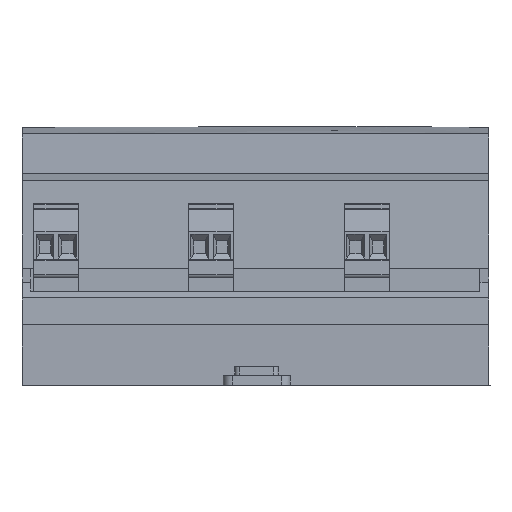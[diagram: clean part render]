
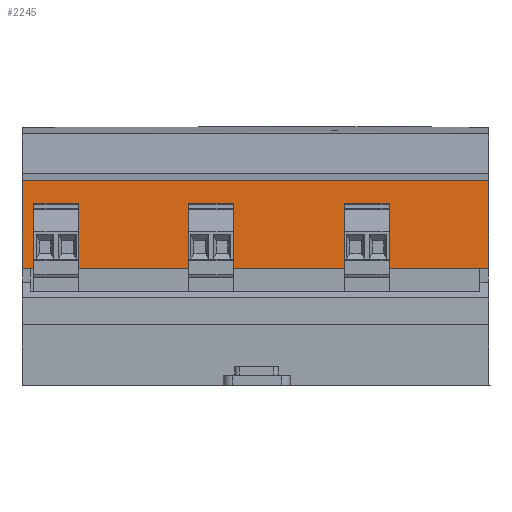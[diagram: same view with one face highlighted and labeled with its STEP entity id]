
A CAD part, front view. The second image highlights one B-rep face of the part: STEP entity #2245.
In plain terms, the highlighted planar face has unit normal (0, -1, 0.026).
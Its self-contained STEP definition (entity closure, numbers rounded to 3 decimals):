
#2245=ADVANCED_FACE('',(#2747),#10229,.T.);
#2747=FACE_OUTER_BOUND('',#3276,.T.);
#3276=EDGE_LOOP('',(#5416,#5417,#5418,#5419));
#5416=ORIENTED_EDGE('',*,*,#7110,.F.);
#5417=ORIENTED_EDGE('',*,*,#7109,.F.);
#5418=ORIENTED_EDGE('',*,*,#7111,.F.);
#5419=ORIENTED_EDGE('',*,*,#7159,.F.);
#7109=EDGE_CURVE('',#9571,#9575,#8306,.T.);
#7110=EDGE_CURVE('',#9575,#9576,#8307,.T.);
#7111=EDGE_CURVE('',#9570,#9571,#8308,.T.);
#7159=EDGE_CURVE('',#9576,#9570,#8356,.T.);
#8306=B_SPLINE_CURVE_WITH_KNOTS('',1,(#15468,#15469),.UNSPECIFIED.,.F.,
 .F.,(2,2),(-105.736,0.),.UNSPECIFIED.);
#8307=B_SPLINE_CURVE_WITH_KNOTS('',3,(#15470,#15471,#15472,#15473),
 .UNSPECIFIED.,.F.,.F.,(4,4),(-520.72,-500.803),
 .UNSPECIFIED.);
#8308=B_SPLINE_CURVE_WITH_KNOTS('',3,(#15474,#15475,#15476,#15477),
 .UNSPECIFIED.,.F.,.F.,(4,4),(500.803,520.72),
 .UNSPECIFIED.);
#8356=B_SPLINE_CURVE_WITH_KNOTS('',1,(#15640,#15641),.UNSPECIFIED.,.F.,
 .F.,(2,2),(0.,105.736),.UNSPECIFIED.);
#9570=VERTEX_POINT('',#15369);
#9571=VERTEX_POINT('',#15370);
#9575=VERTEX_POINT('',#15374);
#9576=VERTEX_POINT('',#15375);
#10229=PLANE('',#10738);
#10738=AXIS2_PLACEMENT_3D('',#15328,#11232,$);
#11232=DIRECTION('',(0.,-1.,0.026));
#15328=CARTESIAN_POINT('',(-63.753,-31.806,42.913));
#15369=CARTESIAN_POINT('',(-53.168,-32.378,21.));
#15370=CARTESIAN_POINT('',(-53.168,-31.858,40.91));
#15374=CARTESIAN_POINT('',(52.568,-31.858,40.91));
#15375=CARTESIAN_POINT('',(52.568,-32.378,21.));
#15468=CARTESIAN_POINT('',(-53.168,-31.858,40.91));
#15469=CARTESIAN_POINT('',(52.568,-31.858,40.91));
#15470=CARTESIAN_POINT('',(52.568,-31.858,40.91));
#15471=CARTESIAN_POINT('',(52.568,-32.031,34.273));
#15472=CARTESIAN_POINT('',(52.568,-32.205,27.637));
#15473=CARTESIAN_POINT('',(52.568,-32.378,21.));
#15474=CARTESIAN_POINT('',(-53.168,-32.378,21.));
#15475=CARTESIAN_POINT('',(-53.168,-32.205,27.637));
#15476=CARTESIAN_POINT('',(-53.168,-32.031,34.273));
#15477=CARTESIAN_POINT('',(-53.168,-31.858,40.91));
#15640=CARTESIAN_POINT('',(52.568,-32.378,21.));
#15641=CARTESIAN_POINT('',(-53.168,-32.378,21.));
